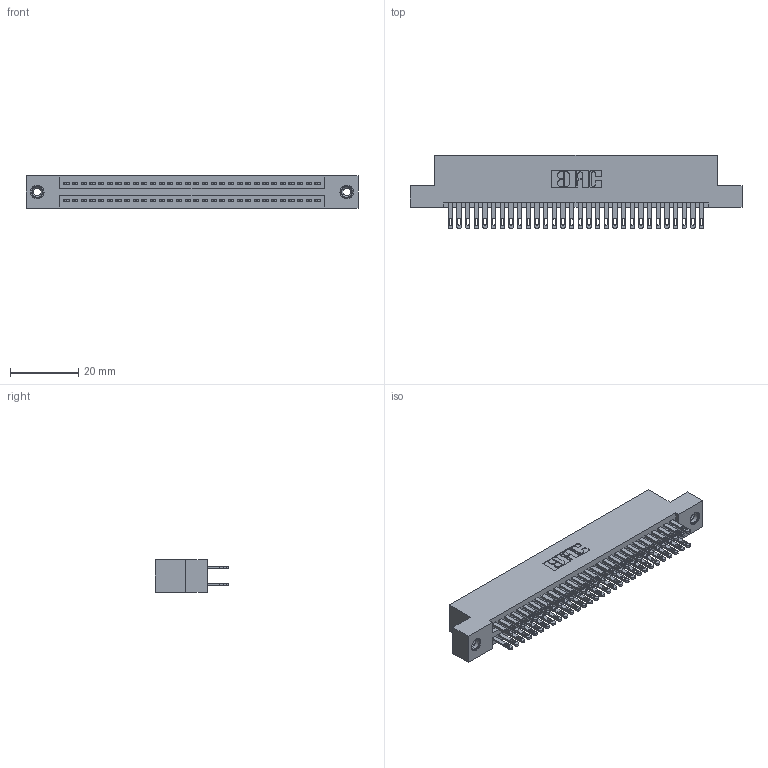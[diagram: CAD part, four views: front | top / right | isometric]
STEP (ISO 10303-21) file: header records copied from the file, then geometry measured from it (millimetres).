
FILE_DESCRIPTION (( 'STEP AP203' ), '1' );
FILE_NAME ('895-060-500-208.STEP', '2020-09-28T04:42:50', ( '' ), ( '' ), 'SwSTEP 2.0', 'SolidWorks 2020', '' );
FILE_SCHEMA (( 'CONFIG_CONTROL_DESIGN' ));
Length unit declared in the file: inch
Products named in the file (4): 345-292-001_345-293-100; 345-250-001_345-250-003-102; 895-060-500-208; 845 Part_Flush Mounting Lugs - 0.156 Dia-TI
Assembly tree (63 placements, depth 2):
  895-060-500-208
    845 Part_Flush Mounting Lugs - 0.156 Dia-TI
    345-292-001_345-293-100  x60
    345-250-001_345-250-003-102  x2
Bounding box: 97.41 x 21.51 x 9.4 mm (x, y, z)
Volume: 9527.9 mm3; surface area: 14476.7 mm2
Topology: 63 solids, 63 shells, 2946 faces, 8937 edges, 5950 vertices
Faces by surface type: plane 1732, cylinder 1198, cone 12, torus 4
Entity records: 26270 total; most frequent: CARTESIAN_POINT 4395, ORIENTED_EDGE 4322, DIRECTION 3919, EDGE_CURVE 2161, VECTOR 1885, LINE 1885, VERTEX_POINT 1436, AXIS2_PLACEMENT_3D 1017
